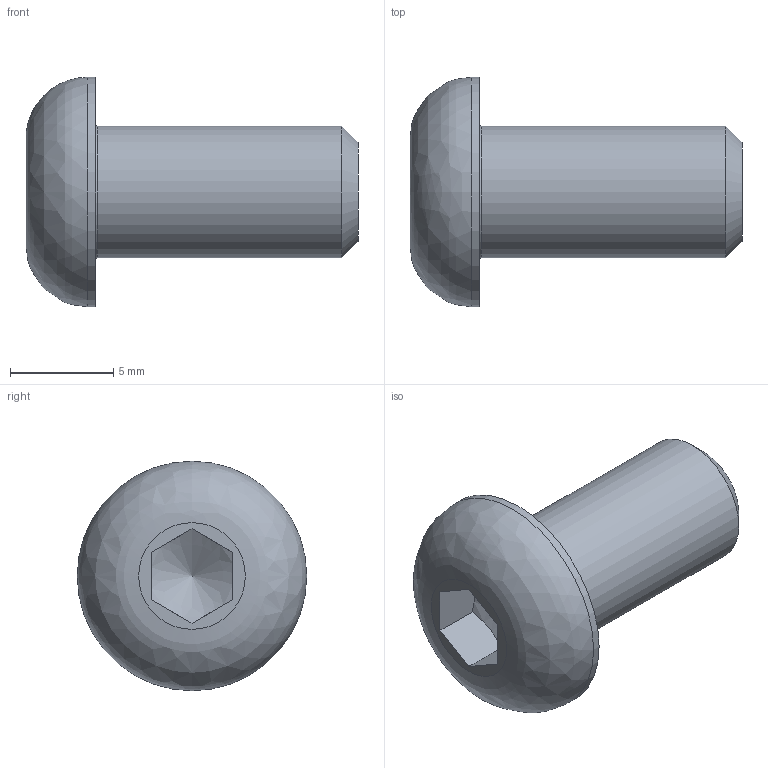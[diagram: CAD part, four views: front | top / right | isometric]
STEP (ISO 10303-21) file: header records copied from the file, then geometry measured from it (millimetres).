
FILE_DESCRIPTION(/* description */ ('Hexagon Socket Button Head Cap Screw'),/* implementation_level */ '2;1');
FILE_NAME(/* name */ 'DBK_14-20BHCS_am-1039.ipt.step',/* time_stamp */ '2014-01-01T17:21:43-08:00',/* author */ ('Autodesk Inc.'),/* organization */ ('Autodesk Inc.'),/* preprocessor_version */ 'ST-DEVELOPER v15.2',/* originating_system */ 'Autodesk Inventor 2014',/* authorisation */ '');
FILE_SCHEMA (('AUTOMOTIVE_DESIGN { 1 0 10303 214 3 1 1 }'));
Length unit declared in the file: inch
Products named in the file (1): DBK_14-20BHCS_am-1039
Bounding box: 16.05 x 11.1 x 11.1 mm (x, y, z)
Volume: 625.9 mm3; surface area: 538.7 mm2
Topology: 1 solids, 1 shells, 15 faces, 34 edges, 22 vertices
Faces by surface type: plane 9, cylinder 2, cone 2, torus 1, bspline 1
Full cylindrical faces by diameter (mm): 6.35 x1, 11.1 x1
Entity records: 425 total; most frequent: CARTESIAN_POINT 105, DIRECTION 60, ORIENTED_EDGE 56, EDGE_CURVE 28, AXIS2_PLACEMENT_3D 24, EDGE_LOOP 21, VERTEX_POINT 21, ADVANCED_FACE 15
